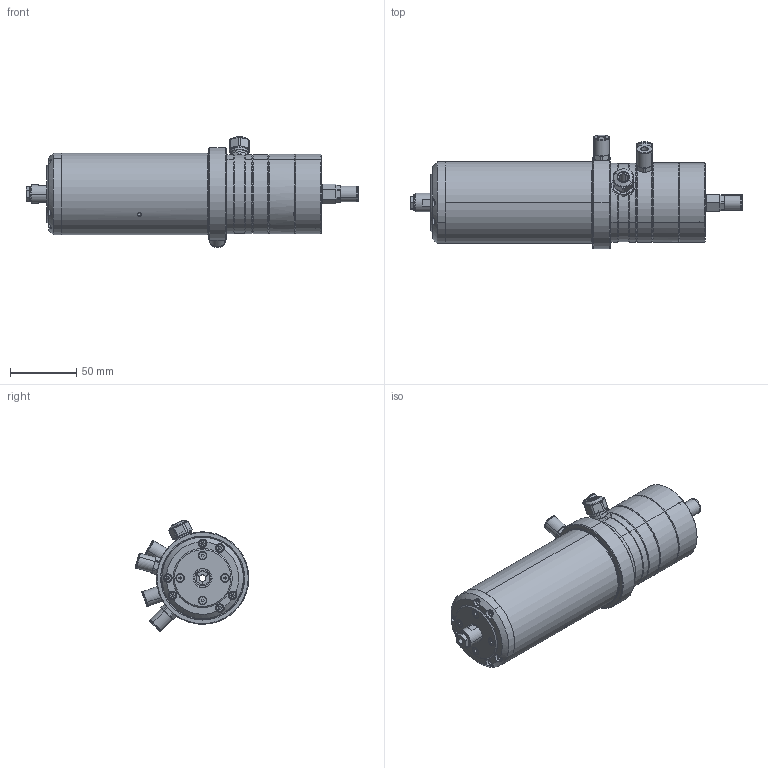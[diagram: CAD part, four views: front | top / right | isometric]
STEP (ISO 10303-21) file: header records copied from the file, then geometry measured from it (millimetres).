
FILE_DESCRIPTION (( 'STEP AP203' ), '1' );
FILE_NAME ('062A080P-00A.STEP', '2011-11-18T13:46:52', ( 'FM10CAD1' ), ( 'IBAG Switzerland AG' ), 'SwSTEP 2.0', 'SolidWorks 2010', '' );
FILE_SCHEMA (( 'CONFIG_CONTROL_DESIGN' ));
Length unit declared in the file: millimetre
Products named in the file (1): 062A080P-00A
Bounding box: 251.15 x 86.04 x 83.9 mm (x, y, z)
Surface area: 69287.2 mm2 (no closed solid volume)
Topology: 0 solids, 40 shells, 516 faces, 1504 edges, 999 vertices
Faces by surface type: plane 222, cylinder 182, cone 86, torus 26
Entity records: 17591 total; most frequent: CARTESIAN_POINT 3646, DIRECTION 3128, ORIENTED_EDGE 2518, EDGE_CURVE 1482, AXIS2_PLACEMENT_3D 1188, VERTEX_POINT 999, VECTOR 752, LINE 752
